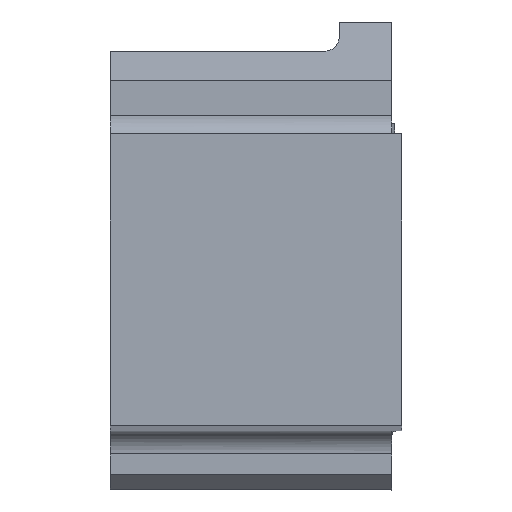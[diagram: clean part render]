
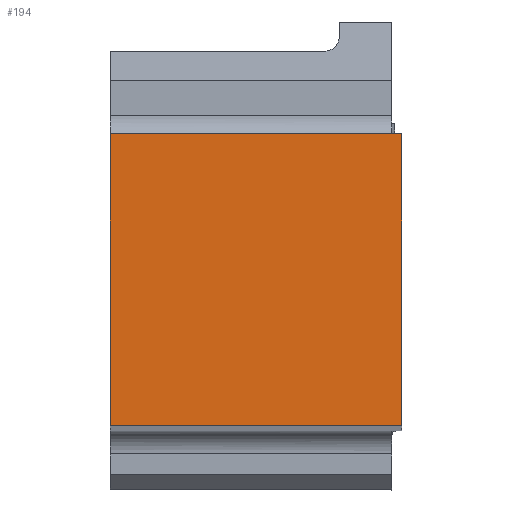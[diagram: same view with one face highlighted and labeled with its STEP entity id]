
A CAD part, top view. The second image highlights one B-rep face of the part: STEP entity #194.
In plain terms, the highlighted planar face has unit normal (0, 0, 1).
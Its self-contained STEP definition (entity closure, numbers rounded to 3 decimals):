
#194=ADVANCED_FACE('',(#388),#306,.T.);
#306=PLANE('',#3017);
#388=FACE_OUTER_BOUND('',#524,.T.);
#524=EDGE_LOOP('',(#882,#883,#884,#885));
#882=ORIENTED_EDGE('',*,*,#1864,.T.);
#883=ORIENTED_EDGE('',*,*,#1845,.F.);
#884=ORIENTED_EDGE('',*,*,#1863,.F.);
#885=ORIENTED_EDGE('',*,*,#1865,.F.);
#1526=VERTEX_POINT('',#4913);
#1527=VERTEX_POINT('',#4915);
#1541=VERTEX_POINT('',#4961);
#1542=VERTEX_POINT('',#4965);
#1845=EDGE_CURVE('',#1526,#1527,#2514,.T.);
#1863=EDGE_CURVE('',#1541,#1526,#2528,.T.);
#1864=EDGE_CURVE('',#1542,#1527,#2529,.T.);
#1865=EDGE_CURVE('',#1542,#1541,#2530,.T.);
#2514=LINE('',#4914,#2723);
#2528=LINE('',#4962,#2737);
#2529=LINE('',#4964,#2738);
#2530=LINE('',#4966,#2739);
#2723=VECTOR('',#3402,1.);
#2737=VECTOR('',#3428,1.);
#2738=VECTOR('',#3431,1.);
#2739=VECTOR('',#3432,1.);
#3017=AXIS2_PLACEMENT_3D('',#4967,#3433,#3434);
#3402=DIRECTION('',(0.,1.,0.));
#3428=DIRECTION('',(-1.,0.,0.));
#3431=DIRECTION('',(-1.,0.,0.));
#3432=DIRECTION('',(0.,-1.,0.));
#3433=DIRECTION('',(0.,0.,1.));
#3434=DIRECTION('',(1.,0.,0.));
#4913=CARTESIAN_POINT('',(0.,0.,0.));
#4914=CARTESIAN_POINT('',(0.,0.,0.));
#4915=CARTESIAN_POINT('',(0.,10.,0.));
#4961=CARTESIAN_POINT('',(10.,0.,0.));
#4962=CARTESIAN_POINT('',(10.,0.,0.));
#4964=CARTESIAN_POINT('',(10.,10.,0.));
#4965=CARTESIAN_POINT('',(10.,10.,0.));
#4966=CARTESIAN_POINT('',(10.,10.,0.));
#4967=CARTESIAN_POINT('',(5.,5.,0.));
